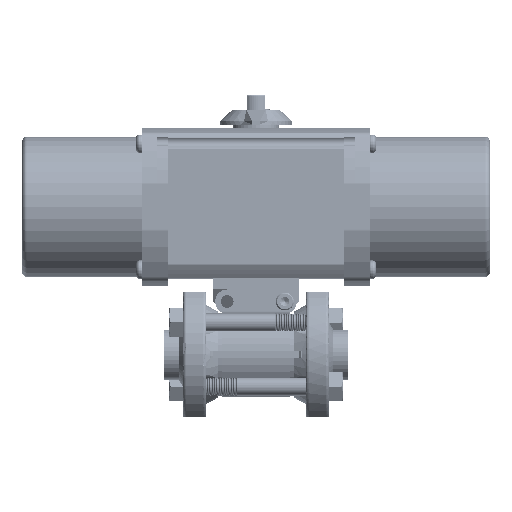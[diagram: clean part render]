
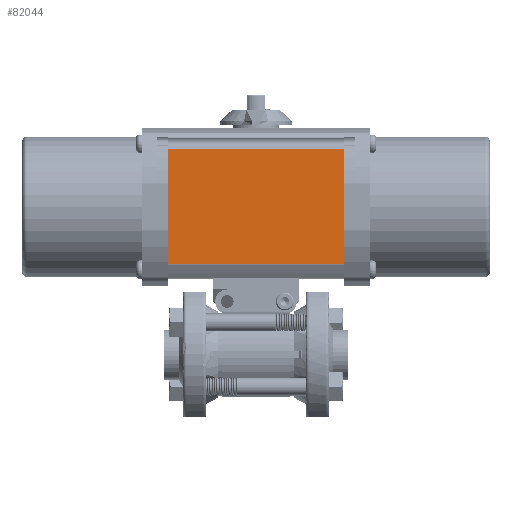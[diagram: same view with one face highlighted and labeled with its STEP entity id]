
A CAD part, top view. The second image highlights one B-rep face of the part: STEP entity #82044.
In plain terms, the highlighted planar face has unit normal (0, 0, 1).
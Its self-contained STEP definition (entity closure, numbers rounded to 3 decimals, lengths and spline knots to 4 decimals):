
#4300 = AXIS2_PLACEMENT_3D ( 'NONE', #128852, #187081, #100433 ) ;
#9757 = ORIENTED_EDGE ( 'NONE', *, *, #137064, .T. ) ;
#9888 = VERTEX_POINT ( 'NONE', #117540 ) ;
#19849 = ORIENTED_EDGE ( 'NONE', *, *, #144944, .F. ) ;
#20275 = VECTOR ( 'NONE', #48769, 39.3701 ) ;
#23083 = VERTEX_POINT ( 'NONE', #122083 ) ;
#23561 = DIRECTION ( 'NONE',  ( 1., 0., 0. ) ) ;
#29975 = DIRECTION ( 'NONE',  ( 0., -1., 0. ) ) ;
#33411 = LINE ( 'NONE', #39719, #37940 ) ;
#37940 = VECTOR ( 'NONE', #169636, 39.3701 ) ;
#39719 = CARTESIAN_POINT ( 'NONE',  ( -1.5275, 3.5694, 1.17 ) ) ;
#40730 = VERTEX_POINT ( 'NONE', #40822 ) ;
#40822 = CARTESIAN_POINT ( 'NONE',  ( -1.5275, 1.5679, 1.17 ) ) ;
#48769 = DIRECTION ( 'NONE',  ( -1., 0., 0. ) ) ;
#57673 = LINE ( 'NONE', #153457, #163735 ) ;
#58935 = CARTESIAN_POINT ( 'NONE',  ( 1.5275, 3.5694, 1.17 ) ) ;
#60636 = CARTESIAN_POINT ( 'NONE',  ( 1.5275, 3.5621, 1.17 ) ) ;
#76035 = ORIENTED_EDGE ( 'NONE', *, *, #114119, .F. ) ;
#79215 = VECTOR ( 'NONE', #29975, 39.3701 ) ;
#82044 = ADVANCED_FACE ( 'NONE', ( #95611 ), #85901, .F. ) ;
#85901 = PLANE ( 'NONE',  #4300 ) ;
#95611 = FACE_OUTER_BOUND ( 'NONE', #156206, .T. ) ;
#100433 = DIRECTION ( 'NONE',  ( 0., -1., 0. ) ) ;
#108608 = LINE ( 'NONE', #58935, #79215 ) ;
#114119 = EDGE_CURVE ( 'NONE', #126176, #9888, #108608, .T. ) ;
#117540 = CARTESIAN_POINT ( 'NONE',  ( 1.5275, 1.5679, 1.17 ) ) ;
#122083 = CARTESIAN_POINT ( 'NONE',  ( -1.5275, 3.5621, 1.17 ) ) ;
#126176 = VERTEX_POINT ( 'NONE', #60636 ) ;
#128852 = CARTESIAN_POINT ( 'NONE',  ( -5.0403, 3.5694, 1.17 ) ) ;
#135119 = CARTESIAN_POINT ( 'NONE',  ( -5.0403, 3.5621, 1.17 ) ) ;
#137064 = EDGE_CURVE ( 'NONE', #126176, #23083, #160122, .T. ) ;
#144944 = EDGE_CURVE ( 'NONE', #40730, #23083, #33411, .T. ) ;
#153457 = CARTESIAN_POINT ( 'NONE',  ( -5.0403, 1.5679, 1.17 ) ) ;
#156206 = EDGE_LOOP ( 'NONE', ( #76035, #9757, #19849, #174158 ) ) ;
#160122 = LINE ( 'NONE', #135119, #20275 ) ;
#163735 = VECTOR ( 'NONE', #23561, 39.3701 ) ;
#169636 = DIRECTION ( 'NONE',  ( 0., 1., 0. ) ) ;
#174158 = ORIENTED_EDGE ( 'NONE', *, *, #175571, .T. ) ;
#175571 = EDGE_CURVE ( 'NONE', #40730, #9888, #57673, .T. ) ;
#187081 = DIRECTION ( 'NONE',  ( 0., 0., -1. ) ) ;
